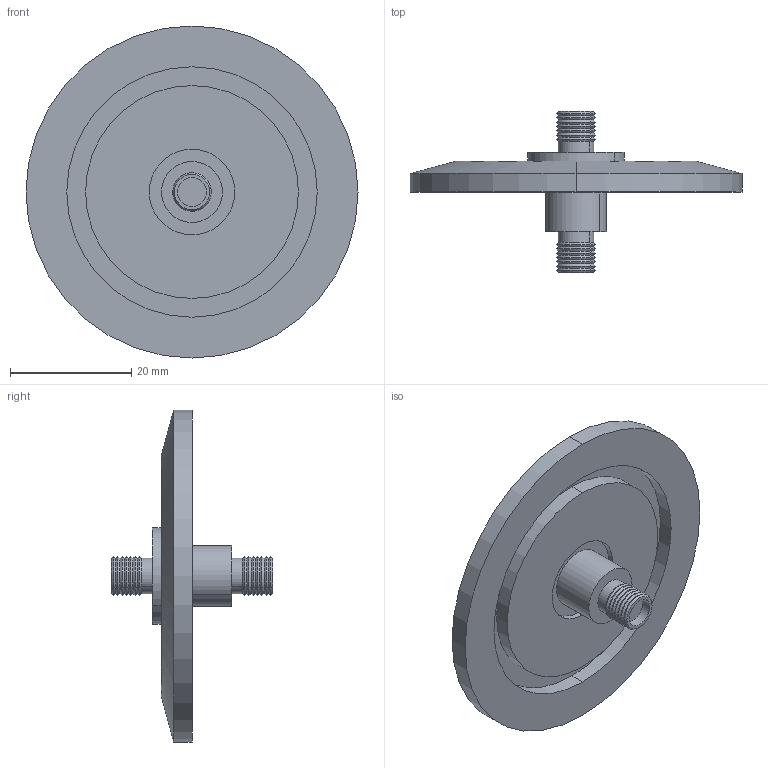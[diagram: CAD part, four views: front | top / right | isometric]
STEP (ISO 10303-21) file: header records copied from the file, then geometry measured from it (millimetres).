
FILE_DESCRIPTION (( 'STEP AP203' ), '1' );
FILE_NAME ('A14340-1-QF.STEP', '2015-11-05T13:09:44', ( '' ), ( '' ), 'SwSTEP 2.0', 'SolidWorks 2014', '' );
FILE_SCHEMA (( 'CONFIG_CONTROL_DESIGN' ));
Length unit declared in the file: inch
Products named in the file (1): A14340-1-QF
Bounding box: 54.86 x 26.64 x 54.86 mm (x, y, z)
Volume: 10942.9 mm3; surface area: 6596.2 mm2
Topology: 1 solids, 1 shells, 89 faces, 176 edges, 98 vertices
Faces by surface type: cone 58, cylinder 20, plane 11
Entity records: 2343 total; most frequent: DIRECTION 454, CARTESIAN_POINT 364, ORIENTED_EDGE 352, AXIS2_PLACEMENT_3D 188, EDGE_CURVE 176, EDGE_LOOP 98, CIRCLE 98, VERTEX_POINT 98
